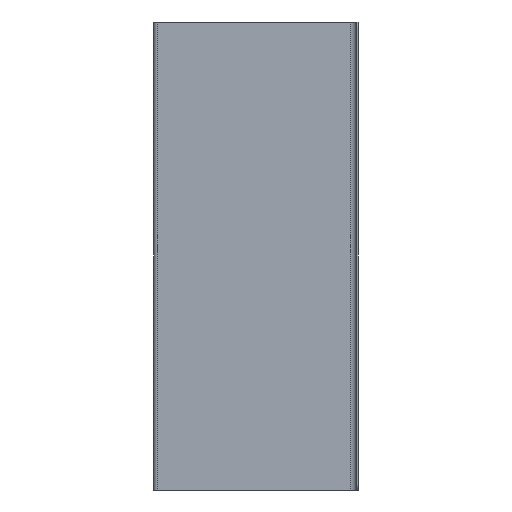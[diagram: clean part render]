
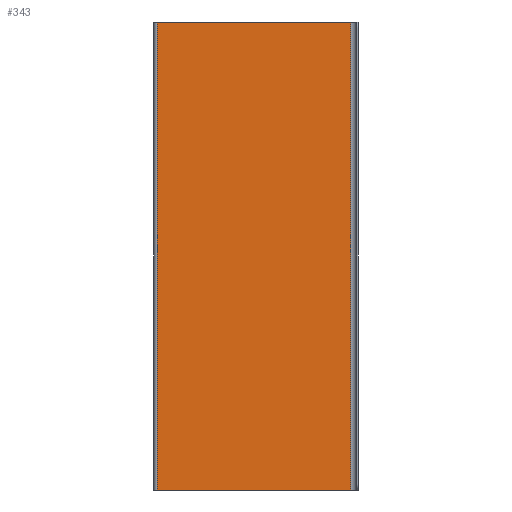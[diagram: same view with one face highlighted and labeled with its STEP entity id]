
A CAD part, front view. The second image highlights one B-rep face of the part: STEP entity #343.
In plain terms, the highlighted planar face has unit normal (0, -1, 0).
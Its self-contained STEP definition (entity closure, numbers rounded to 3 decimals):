
#41 = CARTESIAN_POINT ( 'NONE',  ( -161.75, -3., -398. ) ) ;
#108 = VERTEX_POINT ( 'NONE', #154 ) ;
#116 = AXIS2_PLACEMENT_3D ( 'NONE', #141, #482, #424 ) ;
#123 = CARTESIAN_POINT ( 'NONE',  ( 167.75, -3., 398. ) ) ;
#141 = CARTESIAN_POINT ( 'NONE',  ( 0., -3., 0. ) ) ;
#153 = ORIENTED_EDGE ( 'NONE', *, *, #552, .F. ) ;
#154 = CARTESIAN_POINT ( 'NONE',  ( 167.75, -3., -398. ) ) ;
#156 = DIRECTION ( 'NONE',  ( 1., 0., 0. ) ) ;
#165 = CARTESIAN_POINT ( 'NONE',  ( -167.75, -3., 398. ) ) ;
#171 = VECTOR ( 'NONE', #703, 1000. ) ;
#242 = CARTESIAN_POINT ( 'NONE',  ( 167.75, -3., 398. ) ) ;
#255 = EDGE_LOOP ( 'NONE', ( #504, #565, #153, #381 ) ) ;
#310 = EDGE_CURVE ( 'NONE', #633, #108, #527, .T. ) ;
#343 = ADVANCED_FACE ( 'NONE', ( #696 ), #642, .T. ) ;
#360 = VECTOR ( 'NONE', #436, 1000. ) ;
#381 = ORIENTED_EDGE ( 'NONE', *, *, #310, .F. ) ;
#424 = DIRECTION ( 'NONE',  ( 0., 0., -1. ) ) ;
#429 = LINE ( 'NONE', #485, #360 ) ;
#436 = DIRECTION ( 'NONE',  ( 0., 0., -1. ) ) ;
#444 = VERTEX_POINT ( 'NONE', #660 ) ;
#448 = EDGE_CURVE ( 'NONE', #444, #553, #429, .T. ) ;
#452 = EDGE_CURVE ( 'NONE', #444, #633, #489, .T. ) ;
#482 = DIRECTION ( 'NONE',  ( 0., -1., 0. ) ) ;
#485 = CARTESIAN_POINT ( 'NONE',  ( -161.75, -3., 398. ) ) ;
#489 = LINE ( 'NONE', #165, #533 ) ;
#504 = ORIENTED_EDGE ( 'NONE', *, *, #452, .F. ) ;
#527 = LINE ( 'NONE', #242, #171 ) ;
#533 = VECTOR ( 'NONE', #156, 1000. ) ;
#547 = DIRECTION ( 'NONE',  ( -1., 0., 0. ) ) ;
#552 = EDGE_CURVE ( 'NONE', #108, #553, #613, .T. ) ;
#553 = VERTEX_POINT ( 'NONE', #41 ) ;
#565 = ORIENTED_EDGE ( 'NONE', *, *, #448, .T. ) ;
#613 = LINE ( 'NONE', #678, #635 ) ;
#633 = VERTEX_POINT ( 'NONE', #123 ) ;
#635 = VECTOR ( 'NONE', #547, 1000. ) ;
#642 = PLANE ( 'NONE',  #116 ) ;
#660 = CARTESIAN_POINT ( 'NONE',  ( -161.75, -3., 398. ) ) ;
#678 = CARTESIAN_POINT ( 'NONE',  ( -167.75, -3., -398. ) ) ;
#696 = FACE_OUTER_BOUND ( 'NONE', #255, .T. ) ;
#703 = DIRECTION ( 'NONE',  ( 0., 0., -1. ) ) ;
